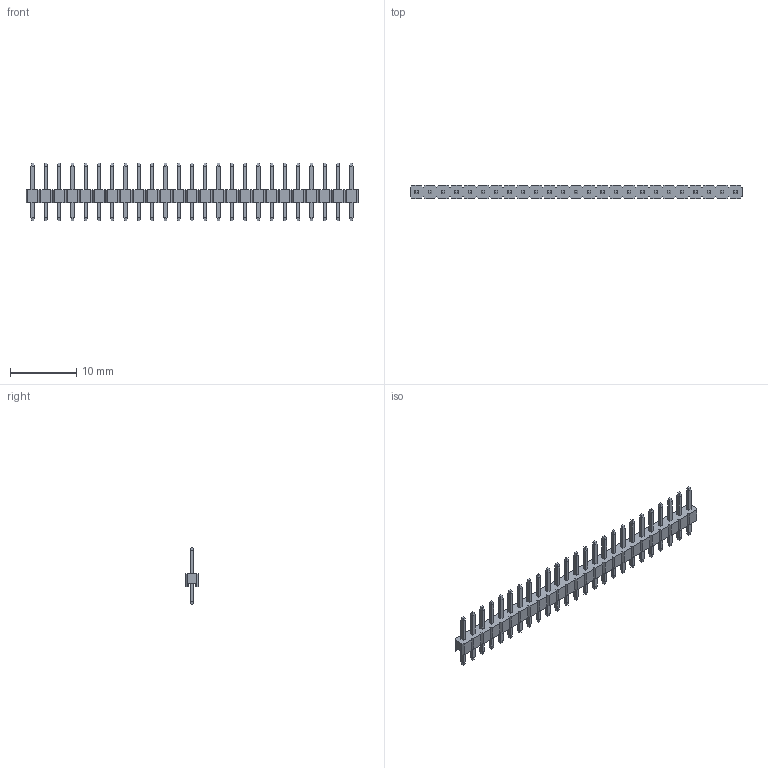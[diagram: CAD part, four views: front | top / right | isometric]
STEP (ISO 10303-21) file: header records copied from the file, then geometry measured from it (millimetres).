
FILE_DESCRIPTION(/* description */ (''),/* implementation_level */ '2;1');
FILE_NAME(/* name */ 'pin header 1x25 pitch 2mm heigth 5mm',/* time_stamp */ '2019-04-01T18:04:11+02:00',/* author */ (''),/* organization */ (''),/* preprocessor_version */ 'ST-DEVELOPER v16.5',/* originating_system */ '',/* authorisation */ '');
FILE_SCHEMA (('AUTOMOTIVE_DESIGN'));
Length unit declared in the file: millimetre
Products named in the file (1): Document
Bounding box: 50 x 2 x 8.7 mm (x, y, z)
Volume: 204.6 mm3; surface area: 968.9 mm2
Topology: 26 solids, 26 shells, 658 faces, 1618 edges, 1012 vertices
Faces by surface type: plane 658
Entity records: 16749 total; most frequent: CARTESIAN_POINT 4908, ORIENTED_EDGE 3236, EDGE_CURVE 1618, B_SPLINE_CURVE_WITH_KNOTS 1618, VERTEX_POINT 1012, EDGE_LOOP 708, DIRECTION 662, AXIS2_PLACEMENT_3D 660
